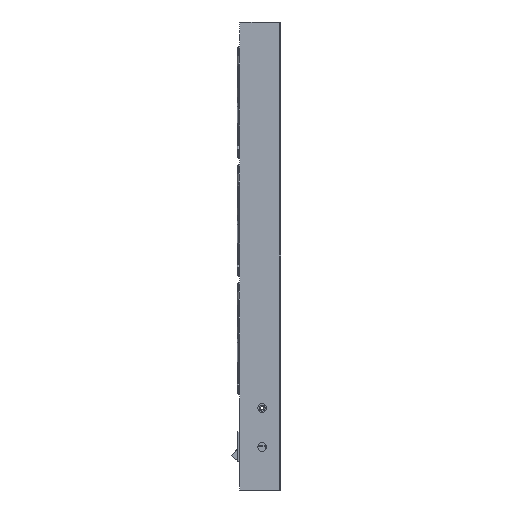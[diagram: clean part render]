
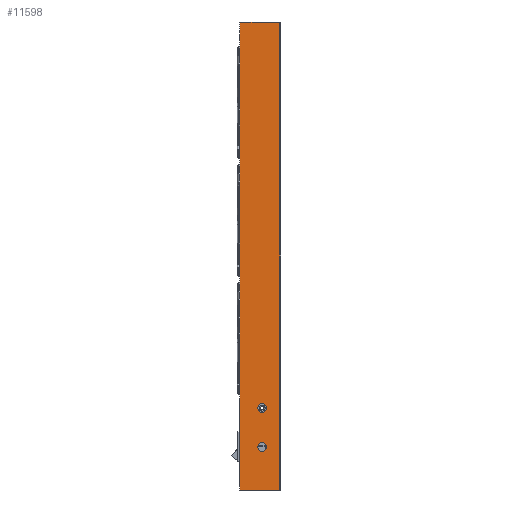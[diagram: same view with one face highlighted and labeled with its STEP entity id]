
A CAD part, left-side view. The second image highlights one B-rep face of the part: STEP entity #11598.
In plain terms, the highlighted planar face has unit normal (-1, 0, 0).
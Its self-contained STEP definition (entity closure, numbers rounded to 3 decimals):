
#177 = ORIENTED_EDGE ( 'NONE', *, *, #15752, .F. ) ;
#240 = VECTOR ( 'NONE', #2448, 1000. ) ;
#808 = DIRECTION ( 'NONE',  ( 0., -1., 0. ) ) ;
#875 = EDGE_CURVE ( 'NONE', #15348, #15348, #11943, .T. ) ;
#889 = PLANE ( 'NONE',  #13756 ) ;
#922 = CARTESIAN_POINT ( 'NONE',  ( -70., 18., -396. ) ) ;
#1294 = CARTESIAN_POINT ( 'NONE',  ( -70., 41., 0. ) ) ;
#1532 = DIRECTION ( 'NONE',  ( 0., 0., 1. ) ) ;
#2289 = VERTEX_POINT ( 'NONE', #13081 ) ;
#2448 = DIRECTION ( 'NONE',  ( 0., 0., 1. ) ) ;
#2531 = CARTESIAN_POINT ( 'NONE',  ( -70., 0., -480. ) ) ;
#2724 = ORIENTED_EDGE ( 'NONE', *, *, #5341, .T. ) ;
#2765 = CARTESIAN_POINT ( 'NONE',  ( -70., 18., -436. ) ) ;
#2864 = DIRECTION ( 'NONE',  ( 0., -1., 0. ) ) ;
#2907 = VECTOR ( 'NONE', #4888, 1000. ) ;
#2943 = EDGE_LOOP ( 'NONE', ( #177 ) ) ;
#3340 = EDGE_CURVE ( 'NONE', #10157, #15227, #6472, .T. ) ;
#3349 = FACE_BOUND ( 'NONE', #2943, .T. ) ;
#3607 = FACE_BOUND ( 'NONE', #4952, .T. ) ;
#3872 = EDGE_CURVE ( 'NONE', #15227, #4155, #4927, .T. ) ;
#4155 = VERTEX_POINT ( 'NONE', #8881 ) ;
#4343 = AXIS2_PLACEMENT_3D ( 'NONE', #922, #15637, #8682 ) ;
#4662 = DIRECTION ( 'NONE',  ( 0., 0., 1. ) ) ;
#4888 = DIRECTION ( 'NONE',  ( 0., 0., 1. ) ) ;
#4921 = FACE_OUTER_BOUND ( 'NONE', #17260, .T. ) ;
#4927 = LINE ( 'NONE', #12882, #8679 ) ;
#4952 = EDGE_LOOP ( 'NONE', ( #9284 ) ) ;
#5341 = EDGE_CURVE ( 'NONE', #2289, #4155, #14713, .T. ) ;
#5842 = EDGE_CURVE ( 'NONE', #10157, #2289, #8506, .T. ) ;
#6472 = LINE ( 'NONE', #10380, #2907 ) ;
#6655 = CARTESIAN_POINT ( 'NONE',  ( -70., 41., -480. ) ) ;
#7131 = CARTESIAN_POINT ( 'NONE',  ( -70., 18., -391.5 ) ) ;
#7165 = CARTESIAN_POINT ( 'NONE',  ( -70., 41., -480. ) ) ;
#7376 = CARTESIAN_POINT ( 'NONE',  ( -70., 18., -431.5 ) ) ;
#7459 = VERTEX_POINT ( 'NONE', #7376 ) ;
#8230 = DIRECTION ( 'NONE',  ( -1., 0., 0. ) ) ;
#8506 = LINE ( 'NONE', #7165, #16831 ) ;
#8608 = ORIENTED_EDGE ( 'NONE', *, *, #3340, .F. ) ;
#8679 = VECTOR ( 'NONE', #808, 1000. ) ;
#8682 = DIRECTION ( 'NONE',  ( 0., 0., 1. ) ) ;
#8881 = CARTESIAN_POINT ( 'NONE',  ( -70., 0., 0. ) ) ;
#9284 = ORIENTED_EDGE ( 'NONE', *, *, #875, .F. ) ;
#9977 = CARTESIAN_POINT ( 'NONE',  ( -70., 41., -480. ) ) ;
#10157 = VERTEX_POINT ( 'NONE', #6655 ) ;
#10380 = CARTESIAN_POINT ( 'NONE',  ( -70., 41., -480. ) ) ;
#11598 = ADVANCED_FACE ( 'NONE', ( #3349, #3607, #4921 ), #889, .T. ) ;
#11943 = CIRCLE ( 'NONE', #4343, 4.5 ) ;
#12236 = AXIS2_PLACEMENT_3D ( 'NONE', #2765, #8230, #1532 ) ;
#12882 = CARTESIAN_POINT ( 'NONE',  ( -70., 41., 0. ) ) ;
#13081 = CARTESIAN_POINT ( 'NONE',  ( -70., 0., -480. ) ) ;
#13249 = ORIENTED_EDGE ( 'NONE', *, *, #3872, .F. ) ;
#13756 = AXIS2_PLACEMENT_3D ( 'NONE', #9977, #14378, #4662 ) ;
#14378 = DIRECTION ( 'NONE',  ( -1., 0., 0. ) ) ;
#14713 = LINE ( 'NONE', #2531, #240 ) ;
#15227 = VERTEX_POINT ( 'NONE', #1294 ) ;
#15348 = VERTEX_POINT ( 'NONE', #7131 ) ;
#15637 = DIRECTION ( 'NONE',  ( -1., 0., 0. ) ) ;
#15752 = EDGE_CURVE ( 'NONE', #7459, #7459, #16735, .T. ) ;
#16213 = ORIENTED_EDGE ( 'NONE', *, *, #5842, .T. ) ;
#16735 = CIRCLE ( 'NONE', #12236, 4.5 ) ;
#16831 = VECTOR ( 'NONE', #2864, 1000. ) ;
#17260 = EDGE_LOOP ( 'NONE', ( #13249, #8608, #16213, #2724 ) ) ;
